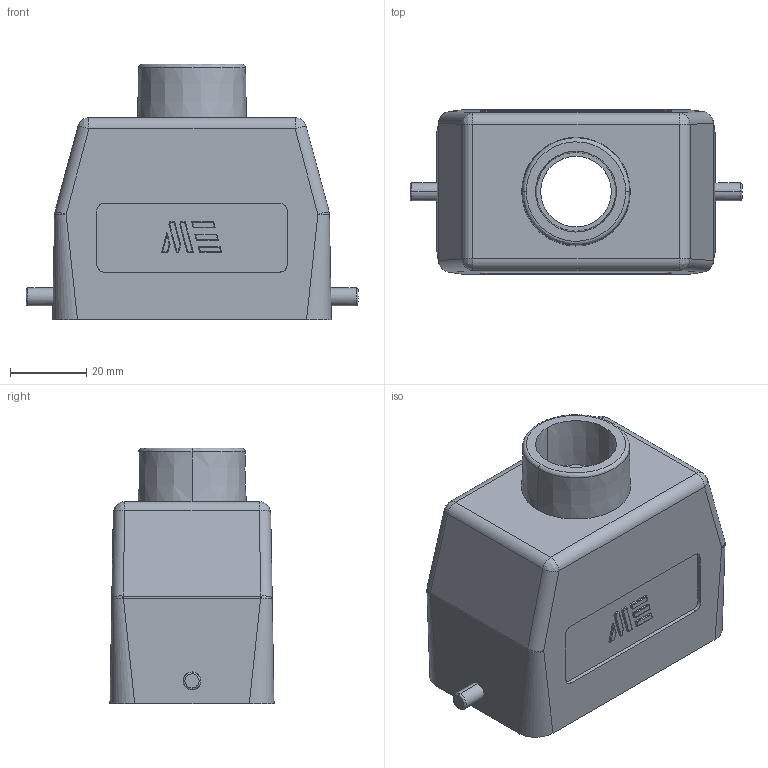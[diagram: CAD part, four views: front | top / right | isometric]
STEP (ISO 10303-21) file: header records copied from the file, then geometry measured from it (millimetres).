
FILE_DESCRIPTION (( 'STEP AP203' ), '1' );
FILE_NAME ('293543005.step', '2025-02-12T17:53:40', ( '' ), ( '' ), 'SwSTEP 2.0', 'SolidWorks 2024', '' );
FILE_SCHEMA (( 'CONFIG_CONTROL_DESIGN' ));
Length unit declared in the file: inch
Products named in the file (1): 293543005
Bounding box: 87 x 43 x 67 mm (x, y, z)
Volume: 48562.9 mm3; surface area: 28560.1 mm2
Topology: 1 solids, 1 shells, 233 faces, 544 edges, 332 vertices
Faces by surface type: plane 111, cylinder 88, bspline 26, cone 8
Entity records: 7239 total; most frequent: CARTESIAN_POINT 2252, ORIENTED_EDGE 1080, DIRECTION 906, EDGE_CURVE 540, VECTOR 358, LINE 358, VERTEX_POINT 332, AXIS2_PLACEMENT_3D 274
